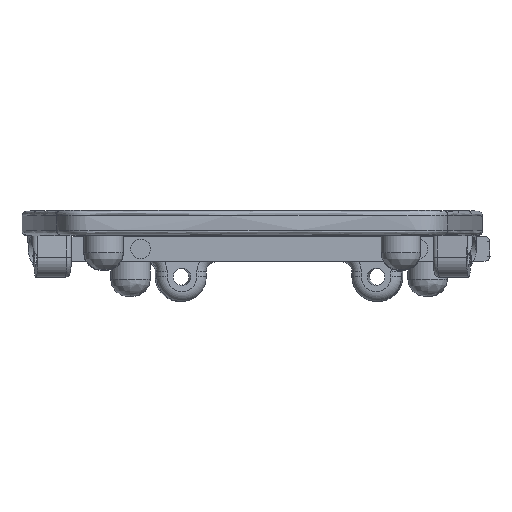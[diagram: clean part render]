
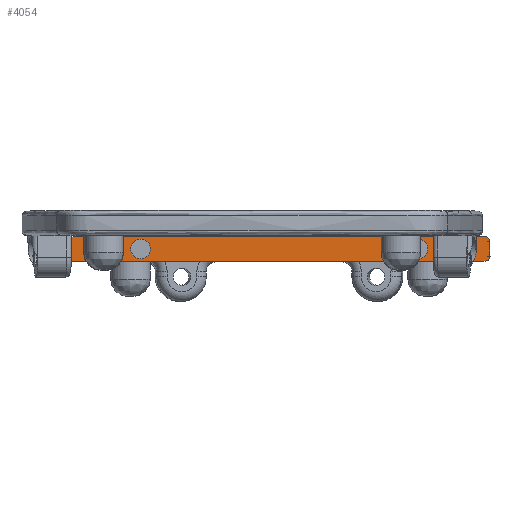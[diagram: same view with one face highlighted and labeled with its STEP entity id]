
A CAD part, top view. The second image highlights one B-rep face of the part: STEP entity #4054.
In plain terms, the highlighted planar face has unit normal (0, 0, 1).
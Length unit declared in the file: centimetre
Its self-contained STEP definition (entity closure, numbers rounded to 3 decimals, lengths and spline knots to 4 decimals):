
#96=B_SPLINE_CURVE_WITH_KNOTS('',3,(#6067,#6068,#6069,#6070,#6071,#6072,
#6073,#6074,#6075,#6076,#6077,#6078),.UNSPECIFIED.,.F.,.F.,(4,2,2,2,2,4),
(-0.1753,-0.1421,-0.1098,-0.0674,
-0.0322,0.),.UNSPECIFIED.);
#104=B_SPLINE_CURVE_WITH_KNOTS('',3,(#6338,#6339,#6340,#6341,#6342,#6343,
#6344,#6345,#6346,#6347,#6348,#6349),.UNSPECIFIED.,.F.,.F.,(4,2,2,2,2,4),
(-0.1765,-0.1593,-0.1419,-0.1055,
-0.0577,0.),.UNSPECIFIED.);
#168=B_SPLINE_CURVE_WITH_KNOTS('',3,(#8281,#8282,#8283,#8284,#8285,#8286,
#8287,#8288,#8289,#8290,#8291,#8292),.UNSPECIFIED.,.F.,.F.,(4,2,2,2,2,4),
(-0.1765,-0.1593,-0.1419,-0.1055,
-0.0577,0.),.UNSPECIFIED.);
#171=B_SPLINE_CURVE_WITH_KNOTS('',3,(#8359,#8360,#8361,#8362,#8363,#8364,
#8365,#8366,#8367,#8368,#8369,#8370),.UNSPECIFIED.,.F.,.F.,(4,2,2,2,2,4),
(-0.1753,-0.1421,-0.1098,-0.0674,
-0.0322,0.),.UNSPECIFIED.);
#281=LINE('',#5989,#452);
#333=LINE('',#8189,#504);
#334=LINE('',#8229,#505);
#335=LINE('',#8310,#506);
#452=VECTOR('',#4785,1.);
#504=VECTOR('',#5123,1.);
#505=VECTOR('',#5124,1.);
#506=VECTOR('',#5127,1.);
#651=PLANE('',#4391);
#734=FACE_BOUND('',#1194,.T.);
#735=FACE_BOUND('',#1195,.T.);
#883=FACE_OUTER_BOUND('',#1193,.T.);
#1193=EDGE_LOOP('',(#3126,#3127,#3128,#3129,#3130,#3131,#3132,#3133));
#1194=EDGE_LOOP('',(#3134));
#1195=EDGE_LOOP('',(#3135));
#1389=CIRCLE('',#4218,0.2);
#1391=CIRCLE('',#4222,0.2);
#1670=VERTEX_POINT('',#5899);
#1672=VERTEX_POINT('',#5905);
#1689=VERTEX_POINT('',#5987);
#1690=VERTEX_POINT('',#5988);
#1697=VERTEX_POINT('',#6065);
#1698=VERTEX_POINT('',#6066);
#1724=VERTEX_POINT('',#6337);
#1829=VERTEX_POINT('',#8228);
#1830=VERTEX_POINT('',#8280);
#1831=VERTEX_POINT('',#8309);
#2049=EDGE_CURVE('',#1670,#1670,#1389,.T.);
#2051=EDGE_CURVE('',#1672,#1672,#1391,.T.);
#2068=EDGE_CURVE('',#1689,#1690,#281,.T.);
#2076=EDGE_CURVE('',#1697,#1698,#96,.T.);
#2109=EDGE_CURVE('',#1690,#1724,#104,.T.);
#2284=EDGE_CURVE('',#1724,#1697,#333,.T.);
#2285=EDGE_CURVE('',#1698,#1829,#334,.T.);
#2287=EDGE_CURVE('',#1829,#1830,#168,.T.);
#2289=EDGE_CURVE('',#1830,#1831,#335,.T.);
#2291=EDGE_CURVE('',#1831,#1689,#171,.T.);
#3126=ORIENTED_EDGE('',*,*,#2285,.T.);
#3127=ORIENTED_EDGE('',*,*,#2287,.T.);
#3128=ORIENTED_EDGE('',*,*,#2289,.T.);
#3129=ORIENTED_EDGE('',*,*,#2291,.T.);
#3130=ORIENTED_EDGE('',*,*,#2068,.T.);
#3131=ORIENTED_EDGE('',*,*,#2109,.T.);
#3132=ORIENTED_EDGE('',*,*,#2284,.T.);
#3133=ORIENTED_EDGE('',*,*,#2076,.T.);
#3134=ORIENTED_EDGE('',*,*,#2049,.T.);
#3135=ORIENTED_EDGE('',*,*,#2051,.T.);
#4054=ADVANCED_FACE('',(#883,#734,#735),#651,.T.);
#4218=AXIS2_PLACEMENT_3D('',#5900,#4725,#4726);
#4222=AXIS2_PLACEMENT_3D('',#5906,#4733,#4734);
#4391=AXIS2_PLACEMENT_3D('',#8371,#5128,#5129);
#4725=DIRECTION('center_axis',(0.,0.,-1.));
#4726=DIRECTION('ref_axis',(-1.,0.,0.));
#4733=DIRECTION('center_axis',(0.,0.,-1.));
#4734=DIRECTION('ref_axis',(-1.,0.,0.));
#4785=DIRECTION('',(0.,1.,0.));
#5123=DIRECTION('',(-1.,0.,0.));
#5124=DIRECTION('',(0.,-1.,0.));
#5127=DIRECTION('',(1.,0.,0.));
#5128=DIRECTION('center_axis',(0.,0.,1.));
#5129=DIRECTION('ref_axis',(1.,0.,0.));
#5899=CARTESIAN_POINT('',(2.9992,3.35,6.5));
#5900=CARTESIAN_POINT('Origin',(2.7992,3.35,6.5));
#5905=CARTESIAN_POINT('',(-2.5944,3.35,6.5));
#5906=CARTESIAN_POINT('Origin',(-2.7944,3.35,6.5));
#5987=CARTESIAN_POINT('',(4.2573,3.2,6.5));
#5988=CARTESIAN_POINT('',(4.2573,3.5,6.5));
#5989=CARTESIAN_POINT('',(4.2573,3.2,6.5));
#6065=CARTESIAN_POINT('',(-4.1344,3.6,6.5));
#6066=CARTESIAN_POINT('',(-4.2573,3.5,6.5));
#6067=CARTESIAN_POINT('Ctrl Pts',(-4.1344,3.6,6.5));
#6068=CARTESIAN_POINT('Ctrl Pts',(-4.1455,3.6,6.5));
#6069=CARTESIAN_POINT('Ctrl Pts',(-4.1567,3.5988,6.5));
#6070=CARTESIAN_POINT('Ctrl Pts',(-4.1781,3.5939,6.5));
#6071=CARTESIAN_POINT('Ctrl Pts',(-4.1884,3.5903,6.5));
#6072=CARTESIAN_POINT('Ctrl Pts',(-4.2109,3.5793,6.5));
#6073=CARTESIAN_POINT('Ctrl Pts',(-4.2226,3.571,6.5));
#6074=CARTESIAN_POINT('Ctrl Pts',(-4.2403,3.552,6.5));
#6075=CARTESIAN_POINT('Ctrl Pts',(-4.2468,3.5422,6.5));
#6076=CARTESIAN_POINT('Ctrl Pts',(-4.2552,3.5213,6.5));
#6077=CARTESIAN_POINT('Ctrl Pts',(-4.2573,3.5107,6.5));
#6078=CARTESIAN_POINT('Ctrl Pts',(-4.2573,3.5,6.5));
#6337=CARTESIAN_POINT('',(4.1344,3.6,6.5));
#6338=CARTESIAN_POINT('Ctrl Pts',(4.2573,3.5,6.5));
#6339=CARTESIAN_POINT('Ctrl Pts',(4.2573,3.5057,6.5));
#6340=CARTESIAN_POINT('Ctrl Pts',(4.2567,3.5113,6.5));
#6341=CARTESIAN_POINT('Ctrl Pts',(4.2544,3.5226,6.5));
#6342=CARTESIAN_POINT('Ctrl Pts',(4.2526,3.5281,6.5));
#6343=CARTESIAN_POINT('Ctrl Pts',(4.2455,3.5444,6.5));
#6344=CARTESIAN_POINT('Ctrl Pts',(4.2386,3.5543,6.5));
#6345=CARTESIAN_POINT('Ctrl Pts',(4.2189,3.5741,6.5));
#6346=CARTESIAN_POINT('Ctrl Pts',(4.2054,3.5828,6.5));
#6347=CARTESIAN_POINT('Ctrl Pts',(4.173,3.5964,6.5));
#6348=CARTESIAN_POINT('Ctrl Pts',(4.1536,3.6,6.5));
#6349=CARTESIAN_POINT('Ctrl Pts',(4.1344,3.6,6.5));
#8189=CARTESIAN_POINT('',(1.5,3.6,6.5));
#8228=CARTESIAN_POINT('',(-4.2573,3.2,6.5));
#8229=CARTESIAN_POINT('',(-4.2573,3.5,6.5));
#8280=CARTESIAN_POINT('',(-4.1344,3.1,6.5));
#8281=CARTESIAN_POINT('Ctrl Pts',(-4.2573,3.2,6.5));
#8282=CARTESIAN_POINT('Ctrl Pts',(-4.2573,3.1943,6.5));
#8283=CARTESIAN_POINT('Ctrl Pts',(-4.2567,3.1887,6.5));
#8284=CARTESIAN_POINT('Ctrl Pts',(-4.2544,3.1774,6.5));
#8285=CARTESIAN_POINT('Ctrl Pts',(-4.2526,3.1719,6.5));
#8286=CARTESIAN_POINT('Ctrl Pts',(-4.2455,3.1556,6.5));
#8287=CARTESIAN_POINT('Ctrl Pts',(-4.2386,3.1457,6.5));
#8288=CARTESIAN_POINT('Ctrl Pts',(-4.2189,3.1259,6.5));
#8289=CARTESIAN_POINT('Ctrl Pts',(-4.2054,3.1172,6.5));
#8290=CARTESIAN_POINT('Ctrl Pts',(-4.173,3.1036,6.5));
#8291=CARTESIAN_POINT('Ctrl Pts',(-4.1536,3.1,6.5));
#8292=CARTESIAN_POINT('Ctrl Pts',(-4.1344,3.1,6.5));
#8309=CARTESIAN_POINT('',(4.1344,3.1,6.5));
#8310=CARTESIAN_POINT('',(0.,3.1,6.5));
#8359=CARTESIAN_POINT('Ctrl Pts',(4.1344,3.1,6.5));
#8360=CARTESIAN_POINT('Ctrl Pts',(4.1455,3.1,6.5));
#8361=CARTESIAN_POINT('Ctrl Pts',(4.1567,3.1012,6.5));
#8362=CARTESIAN_POINT('Ctrl Pts',(4.1781,3.1061,6.5));
#8363=CARTESIAN_POINT('Ctrl Pts',(4.1884,3.1097,6.5));
#8364=CARTESIAN_POINT('Ctrl Pts',(4.2109,3.1207,6.5));
#8365=CARTESIAN_POINT('Ctrl Pts',(4.2226,3.129,6.5));
#8366=CARTESIAN_POINT('Ctrl Pts',(4.2403,3.148,6.5));
#8367=CARTESIAN_POINT('Ctrl Pts',(4.2468,3.1578,6.5));
#8368=CARTESIAN_POINT('Ctrl Pts',(4.2552,3.1787,6.5));
#8369=CARTESIAN_POINT('Ctrl Pts',(4.2573,3.1893,6.5));
#8370=CARTESIAN_POINT('Ctrl Pts',(4.2573,3.2,6.5));
#8371=CARTESIAN_POINT('Origin',(0.,2.9317,6.5));
